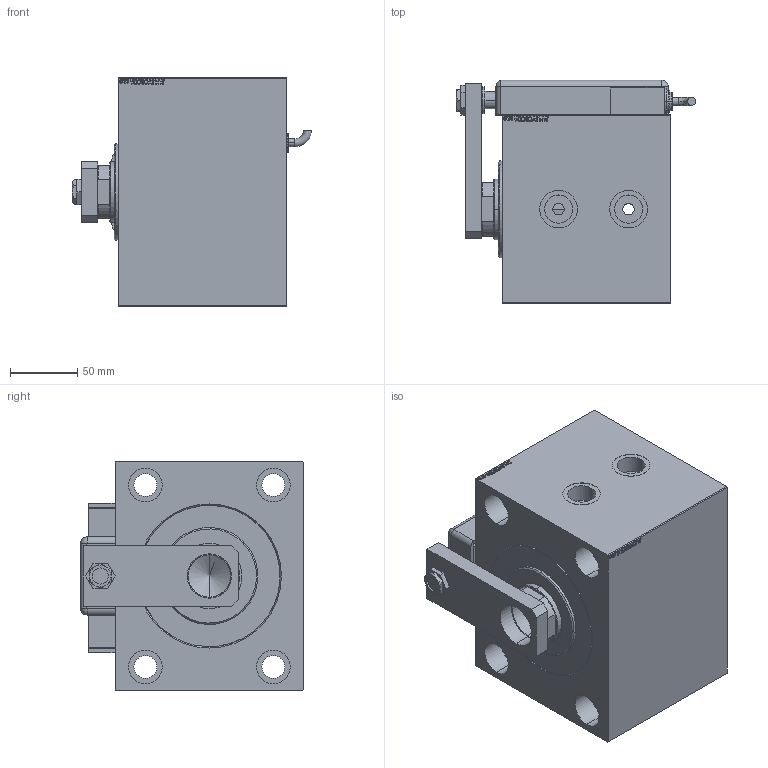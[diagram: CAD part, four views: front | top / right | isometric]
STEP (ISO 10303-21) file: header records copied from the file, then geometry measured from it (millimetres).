
FILE_DESCRIPTION (( 'STEP AP203' ), '1' );
FILE_NAME ('ce24.STEP', '2022-06-03T11:51:12', ( '' ), ( '' ), 'SwSTEP 2.0', 'SolidWorks 2019', '' );
FILE_SCHEMA (( 'CONFIG_CONTROL_DESIGN' ));
Length unit declared in the file: millimetre
Products named in the file (13): NUT_D13 98d14b279ad4c825d19e4334244591fe; V450CM_C_Body 98d14b279ad4c825d19e4334244591fe; NUT_D19 98d14b279ad4c825d19e4334244591fe; V450CM_C_VCP 98d14b279ad4c825d19e4334244591fe; ce24; KRYT 98d14b279ad4c825d19e4334244591fe; V450CM_VC_B 98d14b279ad4c825d19e4334244591fe; TYC 98d14b279ad4c825d19e4334244591fe; SWITCH Q 98d14b279ad4c825d19e4334244591fe; SWITCH_Q_FRONT_BACK 98d14b279ad4c825d19e4334244591fe; ZARAZKA_Q 98d14b279ad4c825d19e4334244591fe; SWITCH DIM A_G 98d14b279ad4c825d19e4334244591fe; MAGNETIC SWITCH Q 98d14b279ad4c825d19e4334244591fe
Assembly tree (13 placements, depth 3):
  ce24
    V450CM_C_Body 98d14b279ad4c825d19e4334244591fe
    V450CM_C_VCP 98d14b279ad4c825d19e4334244591fe
    V450CM_VC_B 98d14b279ad4c825d19e4334244591fe
    MAGNETIC SWITCH Q 98d14b279ad4c825d19e4334244591fe
      SWITCH_Q_FRONT_BACK 98d14b279ad4c825d19e4334244591fe
      TYC 98d14b279ad4c825d19e4334244591fe
      ZARAZKA_Q 98d14b279ad4c825d19e4334244591fe
      SWITCH DIM A_G 98d14b279ad4c825d19e4334244591fe
      NUT_D19 98d14b279ad4c825d19e4334244591fe
      NUT_D13 98d14b279ad4c825d19e4334244591fe
      KRYT 98d14b279ad4c825d19e4334244591fe
      SWITCH Q 98d14b279ad4c825d19e4334244591fe  x2
Bounding box: 177.66 x 165.8 x 170 mm (x, y, z)
Volume: 2857386 mm3; surface area: 304570.3 mm2
Topology: 13 solids, 13 shells, 1263 faces, 3198 edges, 2111 vertices
Faces by surface type: plane 619, bspline 471, cylinder 127, cone 22, torus 22, sphere 2
Entity records: 60269 total; most frequent: CARTESIAN_POINT 32290, ORIENTED_EDGE 6200, DIRECTION 3964, EDGE_CURVE 3100, VERTEX_POINT 2051, VECTOR 1838, LINE 1838, EDGE_LOOP 1403
